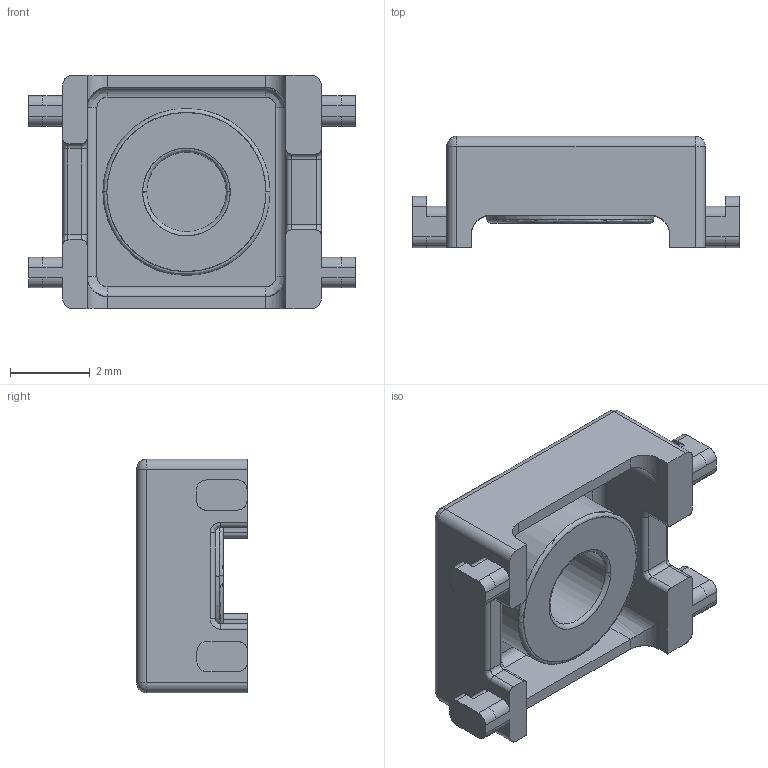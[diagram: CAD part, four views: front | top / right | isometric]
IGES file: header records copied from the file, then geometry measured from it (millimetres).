
Start section: SolidWorks IGES file using analytic representation for surfaces
Global section: file name: TOR_0973.IGS; native system: SolidWorks 2017; preprocessor: SolidWorks 2017; author: tisha.pedersen; date: 190201.092209; units: millimetre
Bounding box: 8.22 x 2.79 x 5.87 mm (x, y, z)
Surface area: 234.2 mm2 (no closed solid volume)
Topology: 0 solids, 0 shells, 150 faces, 1150 edges, 1146 vertices
Faces by surface type: revolution 80, bspline 70
